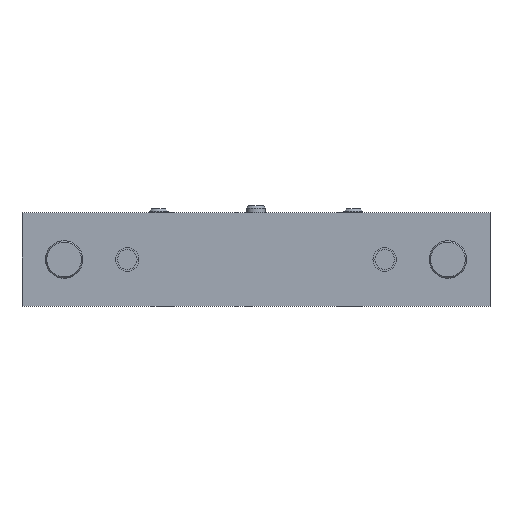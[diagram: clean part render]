
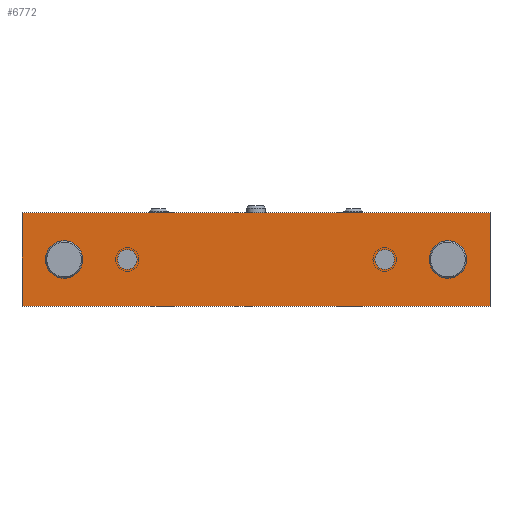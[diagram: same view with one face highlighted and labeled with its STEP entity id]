
A CAD part, front view. The second image highlights one B-rep face of the part: STEP entity #6772.
In plain terms, the highlighted planar face has unit normal (0, -1, 0).
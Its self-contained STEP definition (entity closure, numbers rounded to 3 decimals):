
#1746=DIRECTION('',(1.,0.,0.));
#1747=VECTOR('',#1746,100.);
#1748=CARTESIAN_POINT('',(-50.,-7.5,20.));
#1749=LINE('',#1748,#1747);
#1778=DIRECTION('',(1.,0.,0.));
#1779=VECTOR('',#1778,100.);
#1780=CARTESIAN_POINT('',(-50.,-7.5,0.));
#1781=LINE('',#1780,#1779);
#1782=DIRECTION('',(0.,0.,-1.));
#1783=VECTOR('',#1782,20.);
#1784=CARTESIAN_POINT('',(-50.,-7.5,20.));
#1785=LINE('',#1784,#1783);
#1786=DIRECTION('',(0.,0.,1.));
#1787=VECTOR('',#1786,20.);
#1788=CARTESIAN_POINT('',(50.,-7.5,0.));
#1789=LINE('',#1788,#1787);
#1790=CARTESIAN_POINT('',(-41.,-7.5,10.));
#1791=DIRECTION('',(0.,1.,0.));
#1792=DIRECTION('',(-1.,0.,0.));
#1793=AXIS2_PLACEMENT_3D('',#1790,#1791,#1792);
#1795=CARTESIAN_POINT('',(-41.,-7.5,10.));
#1796=DIRECTION('',(0.,1.,0.));
#1797=DIRECTION('',(1.,0.,0.));
#1798=AXIS2_PLACEMENT_3D('',#1795,#1796,#1797);
#1800=CARTESIAN_POINT('',(41.,-7.5,10.));
#1801=DIRECTION('',(0.,1.,0.));
#1802=DIRECTION('',(-1.,0.,0.));
#1803=AXIS2_PLACEMENT_3D('',#1800,#1801,#1802);
#1805=CARTESIAN_POINT('',(41.,-7.5,10.));
#1806=DIRECTION('',(0.,1.,0.));
#1807=DIRECTION('',(1.,0.,0.));
#1808=AXIS2_PLACEMENT_3D('',#1805,#1806,#1807);
#1810=CARTESIAN_POINT('',(-27.5,-7.5,10.));
#1811=DIRECTION('',(0.,1.,0.));
#1812=DIRECTION('',(1.,0.,0.));
#1813=AXIS2_PLACEMENT_3D('',#1810,#1811,#1812);
#1815=CARTESIAN_POINT('',(-27.5,-7.5,10.));
#1816=DIRECTION('',(0.,1.,0.));
#1817=DIRECTION('',(-1.,0.,0.));
#1818=AXIS2_PLACEMENT_3D('',#1815,#1816,#1817);
#1820=CARTESIAN_POINT('',(27.5,-7.5,10.));
#1821=DIRECTION('',(0.,1.,0.));
#1822=DIRECTION('',(1.,0.,0.));
#1823=AXIS2_PLACEMENT_3D('',#1820,#1821,#1822);
#1825=CARTESIAN_POINT('',(27.5,-7.5,10.));
#1826=DIRECTION('',(0.,1.,0.));
#1827=DIRECTION('',(-1.,0.,0.));
#1828=AXIS2_PLACEMENT_3D('',#1825,#1826,#1827);
#3518=CARTESIAN_POINT('',(-50.,-7.5,0.));
#3520=VERTEX_POINT('',#3518);
#3523=CARTESIAN_POINT('',(50.,-7.5,0.));
#3524=VERTEX_POINT('',#3523);
#3535=CARTESIAN_POINT('',(-50.,-7.5,20.));
#3536=VERTEX_POINT('',#3535);
#3547=CARTESIAN_POINT('',(50.,-7.5,20.));
#3548=VERTEX_POINT('',#3547);
#3549=CARTESIAN_POINT('',(-45.,-7.5,10.));
#3550=CARTESIAN_POINT('',(-37.,-7.5,10.));
#3551=VERTEX_POINT('',#3549);
#3552=VERTEX_POINT('',#3550);
#3553=CARTESIAN_POINT('',(37.,-7.5,10.));
#3554=CARTESIAN_POINT('',(45.,-7.5,10.));
#3555=VERTEX_POINT('',#3553);
#3556=VERTEX_POINT('',#3554);
#3557=CARTESIAN_POINT('',(-25.4,-7.5,10.));
#3558=CARTESIAN_POINT('',(-29.6,-7.5,10.));
#3559=VERTEX_POINT('',#3557);
#3560=VERTEX_POINT('',#3558);
#3561=CARTESIAN_POINT('',(29.6,-7.5,10.));
#3562=CARTESIAN_POINT('',(25.4,-7.5,10.));
#3563=VERTEX_POINT('',#3561);
#3564=VERTEX_POINT('',#3562);
#6737=CARTESIAN_POINT('',(0.,-7.5,10.));
#6738=DIRECTION('',(0.,1.,0.));
#6739=DIRECTION('',(1.,0.,0.));
#6740=AXIS2_PLACEMENT_3D('',#6737,#6738,#6739);
#6741=PLANE('',#6740);
#6742=ORIENTED_EDGE('',*,*,#6664,.F.);
#6743=ORIENTED_EDGE('',*,*,#6693,.F.);
#6744=ORIENTED_EDGE('',*,*,#6707,.T.);
#6745=ORIENTED_EDGE('',*,*,#6730,.F.);
#6746=EDGE_LOOP('',(#6742,#6743,#6744,#6745));
#6747=FACE_OUTER_BOUND('',#6746,.F.);
#6749=ORIENTED_EDGE('',*,*,#6748,.F.);
#6751=ORIENTED_EDGE('',*,*,#6750,.F.);
#6752=EDGE_LOOP('',(#6749,#6751));
#6753=FACE_BOUND('',#6752,.F.);
#6755=ORIENTED_EDGE('',*,*,#6754,.F.);
#6757=ORIENTED_EDGE('',*,*,#6756,.F.);
#6758=EDGE_LOOP('',(#6755,#6757));
#6759=FACE_BOUND('',#6758,.F.);
#6761=ORIENTED_EDGE('',*,*,#6760,.F.);
#6763=ORIENTED_EDGE('',*,*,#6762,.F.);
#6764=EDGE_LOOP('',(#6761,#6763));
#6765=FACE_BOUND('',#6764,.F.);
#6767=ORIENTED_EDGE('',*,*,#6766,.F.);
#6769=ORIENTED_EDGE('',*,*,#6768,.F.);
#6770=EDGE_LOOP('',(#6767,#6769));
#6771=FACE_BOUND('',#6770,.F.);
#1794=CIRCLE('',#1793,4.);
#1799=CIRCLE('',#1798,4.);
#1804=CIRCLE('',#1803,4.);
#1809=CIRCLE('',#1808,4.);
#1814=CIRCLE('',#1813,2.1);
#1819=CIRCLE('',#1818,2.1);
#1824=CIRCLE('',#1823,2.1);
#1829=CIRCLE('',#1828,2.1);
#6664=EDGE_CURVE('',#3520,#3524,#1781,.T.);
#6693=EDGE_CURVE('',#3536,#3520,#1785,.T.);
#6707=EDGE_CURVE('',#3536,#3548,#1749,.T.);
#6730=EDGE_CURVE('',#3524,#3548,#1789,.T.);
#6748=EDGE_CURVE('',#3551,#3552,#1794,.T.);
#6750=EDGE_CURVE('',#3552,#3551,#1799,.T.);
#6754=EDGE_CURVE('',#3555,#3556,#1804,.T.);
#6756=EDGE_CURVE('',#3556,#3555,#1809,.T.);
#6760=EDGE_CURVE('',#3559,#3560,#1814,.T.);
#6762=EDGE_CURVE('',#3560,#3559,#1819,.T.);
#6766=EDGE_CURVE('',#3563,#3564,#1824,.T.);
#6768=EDGE_CURVE('',#3564,#3563,#1829,.T.);
#6772=ADVANCED_FACE('',(#6747,#6753,#6759,#6765,#6771),#6741,.F.);
